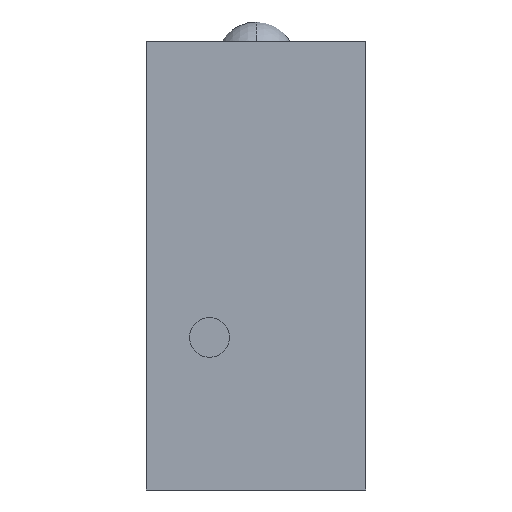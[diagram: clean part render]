
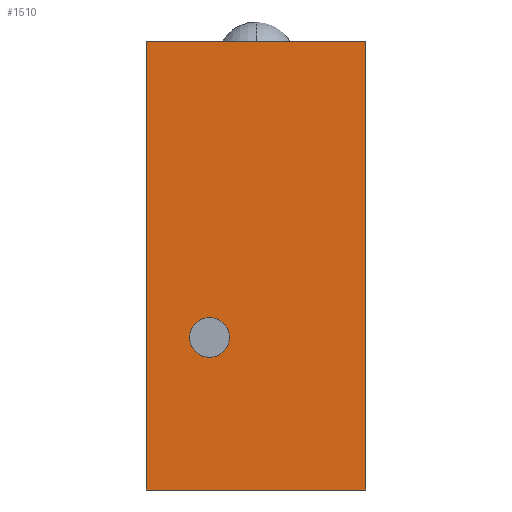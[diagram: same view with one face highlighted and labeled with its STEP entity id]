
A CAD part, left-side view. The second image highlights one B-rep face of the part: STEP entity #1510.
In plain terms, the highlighted planar face has unit normal (-1, 0, 0).
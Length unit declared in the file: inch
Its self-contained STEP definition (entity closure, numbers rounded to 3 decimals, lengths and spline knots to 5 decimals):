
#9 = AXIS2_PLACEMENT_3D ( 'NONE', #332, #148, #1793 ) ;
#27 = DIRECTION ( 'NONE',  ( 0., -1., 0. ) ) ;
#42 = DIRECTION ( 'NONE',  ( -1., 0., 0. ) ) ;
#66 = CARTESIAN_POINT ( 'NONE',  ( -0.55, 0.33, -0.3375 ) ) ;
#109 = ORIENTED_EDGE ( 'NONE', *, *, #463, .F. ) ;
#142 = EDGE_LOOP ( 'NONE', ( #358, #1736, #1494, #1556 ) ) ;
#148 = DIRECTION ( 'NONE',  ( 1., 0., 0. ) ) ;
#150 = LINE ( 'NONE', #1796, #1627 ) ;
#151 = FACE_OUTER_BOUND ( 'NONE', #142, .T. ) ;
#207 = EDGE_CURVE ( 'NONE', #1362, #1790, #254, .T. ) ;
#217 = CARTESIAN_POINT ( 'NONE',  ( -0.55, 0.33, 0.3375 ) ) ;
#231 = CARTESIAN_POINT ( 'NONE',  ( -0.55, 0.235, -0.1075 ) ) ;
#249 = VERTEX_POINT ( 'NONE', #684 ) ;
#254 = LINE ( 'NONE', #66, #1756 ) ;
#332 = CARTESIAN_POINT ( 'NONE',  ( -0.55, 0.33, -0.3375 ) ) ;
#358 = ORIENTED_EDGE ( 'NONE', *, *, #729, .T. ) ;
#410 = LINE ( 'NONE', #217, #1653 ) ;
#463 = EDGE_CURVE ( 'NONE', #249, #1631, #955, .T. ) ;
#495 = DIRECTION ( 'NONE',  ( 0., 0., 1. ) ) ;
#589 = CARTESIAN_POINT ( 'NONE',  ( -0.55, 0.235, -0.1075 ) ) ;
#597 = CARTESIAN_POINT ( 'NONE',  ( -0.55, 0.33, -0.3375 ) ) ;
#682 = CARTESIAN_POINT ( 'NONE',  ( -0.55, 0., -0.3375 ) ) ;
#684 = CARTESIAN_POINT ( 'NONE',  ( -0.55, 0.235, -0.1375 ) ) ;
#729 = EDGE_CURVE ( 'NONE', #1080, #1006, #866, .T. ) ;
#762 = EDGE_CURVE ( 'NONE', #1790, #1006, #410, .T. ) ;
#767 = EDGE_CURVE ( 'NONE', #1631, #249, #1807, .T. ) ;
#851 = VECTOR ( 'NONE', #495, 39.37008 ) ;
#857 = EDGE_LOOP ( 'NONE', ( #1077, #109 ) ) ;
#866 = LINE ( 'NONE', #682, #851 ) ;
#897 = CARTESIAN_POINT ( 'NONE',  ( -0.55, 0., -0.3375 ) ) ;
#955 = CIRCLE ( 'NONE', #1677, 0.03 ) ;
#1006 = VERTEX_POINT ( 'NONE', #1273 ) ;
#1077 = ORIENTED_EDGE ( 'NONE', *, *, #767, .F. ) ;
#1080 = VERTEX_POINT ( 'NONE', #897 ) ;
#1088 = EDGE_CURVE ( 'NONE', #1362, #1080, #150, .T. ) ;
#1273 = CARTESIAN_POINT ( 'NONE',  ( -0.55, 0., 0.3375 ) ) ;
#1280 = PLANE ( 'NONE',  #9 ) ;
#1300 = DIRECTION ( 'NONE',  ( 0., 0., 1. ) ) ;
#1362 = VERTEX_POINT ( 'NONE', #597 ) ;
#1426 = CARTESIAN_POINT ( 'NONE',  ( -0.55, 0.235, -0.0775 ) ) ;
#1488 = DIRECTION ( 'NONE',  ( -1., 0., 0. ) ) ;
#1494 = ORIENTED_EDGE ( 'NONE', *, *, #207, .F. ) ;
#1510 = ADVANCED_FACE ( 'NONE', ( #1699, #151 ), #1280, .F. ) ;
#1556 = ORIENTED_EDGE ( 'NONE', *, *, #1088, .T. ) ;
#1606 = DIRECTION ( 'NONE',  ( 0., -1., 0. ) ) ;
#1627 = VECTOR ( 'NONE', #1606, 39.37008 ) ;
#1631 = VERTEX_POINT ( 'NONE', #1426 ) ;
#1653 = VECTOR ( 'NONE', #27, 39.37008 ) ;
#1677 = AXIS2_PLACEMENT_3D ( 'NONE', #231, #42, #1691 ) ;
#1691 = DIRECTION ( 'NONE',  ( 0., 0., 1. ) ) ;
#1698 = AXIS2_PLACEMENT_3D ( 'NONE', #589, #1488, #1300 ) ;
#1699 = FACE_BOUND ( 'NONE', #857, .T. ) ;
#1710 = DIRECTION ( 'NONE',  ( 0., 0., 1. ) ) ;
#1736 = ORIENTED_EDGE ( 'NONE', *, *, #762, .F. ) ;
#1756 = VECTOR ( 'NONE', #1710, 39.37008 ) ;
#1790 = VERTEX_POINT ( 'NONE', #1827 ) ;
#1793 = DIRECTION ( 'NONE',  ( 0., 0., -1. ) ) ;
#1796 = CARTESIAN_POINT ( 'NONE',  ( -0.55, 0.33, -0.3375 ) ) ;
#1807 = CIRCLE ( 'NONE', #1698, 0.03 ) ;
#1827 = CARTESIAN_POINT ( 'NONE',  ( -0.55, 0.33, 0.3375 ) ) ;
